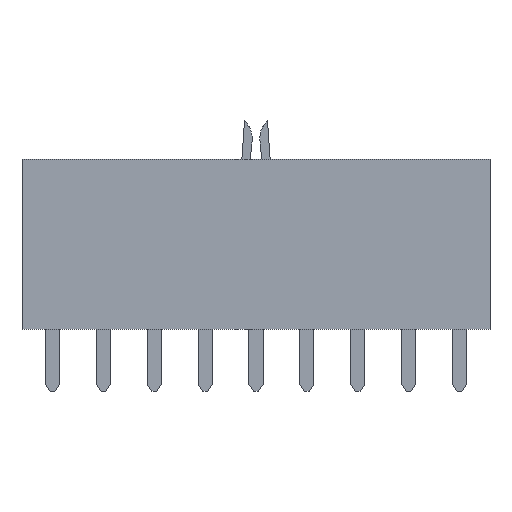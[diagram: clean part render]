
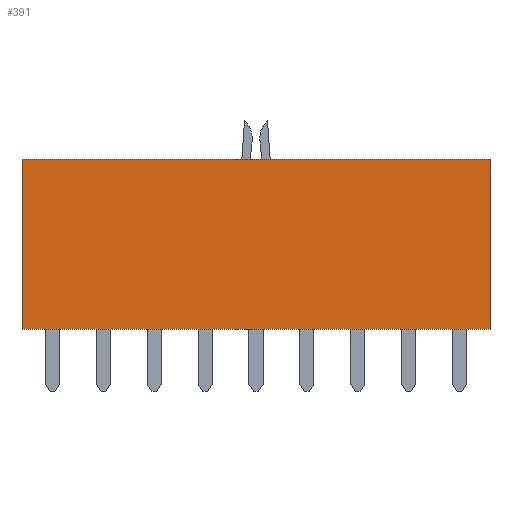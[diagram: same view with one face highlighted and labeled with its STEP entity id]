
A CAD part, front view. The second image highlights one B-rep face of the part: STEP entity #391.
In plain terms, the highlighted planar face has unit normal (0, -1, 0).
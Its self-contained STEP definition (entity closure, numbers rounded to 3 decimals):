
#391 = ADVANCED_FACE( '', ( #834 ), #835, .T. );
#834 = FACE_OUTER_BOUND( '', #1312, .T. );
#835 = PLANE( '', #1313 );
#1312 = EDGE_LOOP( '', ( #2451, #2452, #2453, #2454 ) );
#1313 = AXIS2_PLACEMENT_3D( '', #2455, #2456, #2457 );
#2451 = ORIENTED_EDGE( '', *, *, #2849, .T. );
#2452 = ORIENTED_EDGE( '', *, *, #3178, .T. );
#2453 = ORIENTED_EDGE( '', *, *, #3113, .T. );
#2454 = ORIENTED_EDGE( '', *, *, #3130, .T. );
#2455 = CARTESIAN_POINT( '', ( 0., -1.25, 0. ) );
#2456 = DIRECTION( '', ( 0., -1., 0. ) );
#2457 = DIRECTION( '', ( 0., 0., -1. ) );
#2849 = EDGE_CURVE( '', #3422, #3420, #3423, .T. );
#3113 = EDGE_CURVE( '', #3845, #3843, #3846, .T. );
#3130 = EDGE_CURVE( '', #3843, #3422, #3869, .T. );
#3178 = EDGE_CURVE( '', #3420, #3845, #3928, .T. );
#3420 = VERTEX_POINT( '', #4236 );
#3422 = VERTEX_POINT( '', #4239 );
#3423 = LINE( '', #4240, #4241 );
#3843 = VERTEX_POINT( '', #4878 );
#3845 = VERTEX_POINT( '', #4881 );
#3846 = LINE( '', #4882, #4883 );
#3869 = LINE( '', #4918, #4919 );
#3928 = LINE( '', #5011, #5012 );
#4236 = CARTESIAN_POINT( '', ( -11.68, -1.25, 4.25 ) );
#4239 = CARTESIAN_POINT( '', ( 11.68, -1.25, 4.25 ) );
#4240 = CARTESIAN_POINT( '', ( 11.68, -1.25, 4.25 ) );
#4241 = VECTOR( '', #5293, 1000. );
#4878 = CARTESIAN_POINT( '', ( 11.68, -1.25, -4.25 ) );
#4881 = CARTESIAN_POINT( '', ( -11.68, -1.25, -4.25 ) );
#4882 = CARTESIAN_POINT( '', ( -11.68, -1.25, -4.25 ) );
#4883 = VECTOR( '', #5511, 1000. );
#4918 = CARTESIAN_POINT( '', ( 11.68, -1.25, -4.25 ) );
#4919 = VECTOR( '', #5524, 1000. );
#5011 = CARTESIAN_POINT( '', ( -11.68, -1.25, 4.25 ) );
#5012 = VECTOR( '', #5553, 1000. );
#5293 = DIRECTION( '', ( -1., 0., 0. ) );
#5511 = DIRECTION( '', ( 1., 0., 0. ) );
#5524 = DIRECTION( '', ( 0., 0., 1. ) );
#5553 = DIRECTION( '', ( 0., 0., -1. ) );
